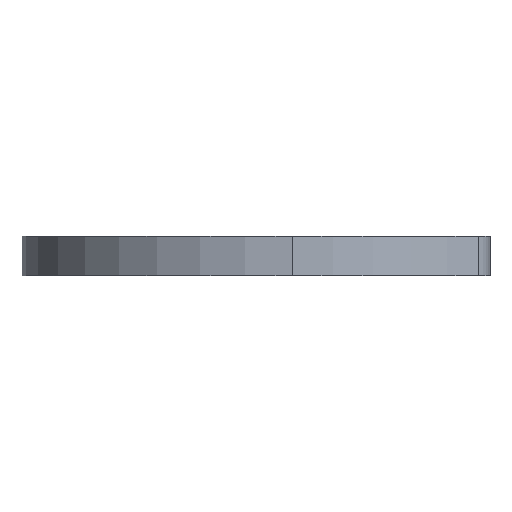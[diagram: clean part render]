
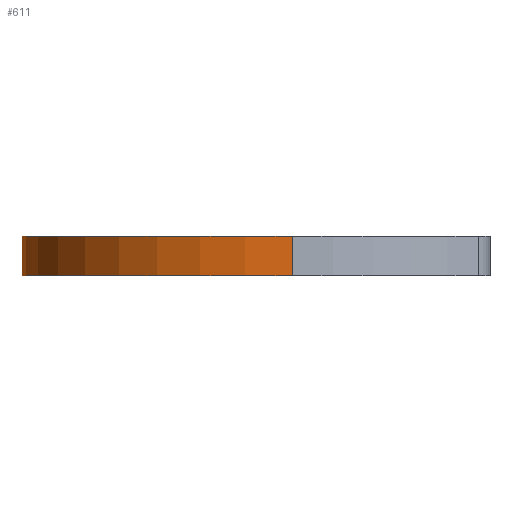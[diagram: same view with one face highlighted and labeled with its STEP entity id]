
A CAD part, left-side view. The second image highlights one B-rep face of the part: STEP entity #611.
In plain terms, the highlighted cylindrical face has radius 2.63 mm (diameter 5.259 mm), a partial arc.
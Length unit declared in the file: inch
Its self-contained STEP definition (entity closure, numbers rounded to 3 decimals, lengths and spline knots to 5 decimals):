
#40 = FACE_OUTER_BOUND ( 'NONE', #81, .T. ) ;
#81 = EDGE_LOOP ( 'NONE', ( #551, #343, #772, #379 ) ) ;
#105 = DIRECTION ( 'NONE',  ( 0., 0., 1. ) ) ;
#127 = DIRECTION ( 'NONE',  ( 0., 0., 1. ) ) ;
#176 = VERTEX_POINT ( 'NONE', #645 ) ;
#223 = CARTESIAN_POINT ( 'NONE',  ( 0.10353, 0., -0.015 ) ) ;
#241 = DIRECTION ( 'NONE',  ( 1., 0., 0. ) ) ;
#293 = CARTESIAN_POINT ( 'NONE',  ( 0., 0., -0.015 ) ) ;
#332 = AXIS2_PLACEMENT_3D ( 'NONE', #608, #539, #534 ) ;
#343 = ORIENTED_EDGE ( 'NONE', *, *, #723, .T. ) ;
#379 = ORIENTED_EDGE ( 'NONE', *, *, #749, .F. ) ;
#478 = LINE ( 'NONE', #597, #819 ) ;
#519 = CARTESIAN_POINT ( 'NONE',  ( -0.10353, 0., -0.015 ) ) ;
#527 = CIRCLE ( 'NONE', #779, 0.10353 ) ;
#534 = DIRECTION ( 'NONE',  ( 1., 0., 0. ) ) ;
#536 = EDGE_CURVE ( 'NONE', #600, #176, #699, .T. ) ;
#539 = DIRECTION ( 'NONE',  ( 0., 0., 1. ) ) ;
#551 = ORIENTED_EDGE ( 'NONE', *, *, #536, .T. ) ;
#555 = CARTESIAN_POINT ( 'NONE',  ( 0.10353, 0., 0. ) ) ;
#563 = DIRECTION ( 'NONE',  ( 1., 0., 0. ) ) ;
#580 = LINE ( 'NONE', #519, #742 ) ;
#586 = AXIS2_PLACEMENT_3D ( 'NONE', #293, #105, #563 ) ;
#595 = VERTEX_POINT ( 'NONE', #555 ) ;
#597 = CARTESIAN_POINT ( 'NONE',  ( 0.10353, 0., -0.015 ) ) ;
#600 = VERTEX_POINT ( 'NONE', #223 ) ;
#608 = CARTESIAN_POINT ( 'NONE',  ( 0., 0., -0.015 ) ) ;
#611 = ADVANCED_FACE ( 'NONE', ( #40 ), #621, .T. ) ;
#621 = CYLINDRICAL_SURFACE ( 'NONE', #586, 0.10353 ) ;
#645 = CARTESIAN_POINT ( 'NONE',  ( -0.10353, 0., -0.015 ) ) ;
#689 = CARTESIAN_POINT ( 'NONE',  ( -0.10353, 0., 0. ) ) ;
#697 = VERTEX_POINT ( 'NONE', #689 ) ;
#699 = CIRCLE ( 'NONE', #332, 0.10353 ) ;
#723 = EDGE_CURVE ( 'NONE', #176, #697, #580, .T. ) ;
#742 = VECTOR ( 'NONE', #774, 39.37008 ) ;
#749 = EDGE_CURVE ( 'NONE', #600, #595, #478, .T. ) ;
#772 = ORIENTED_EDGE ( 'NONE', *, *, #794, .F. ) ;
#774 = DIRECTION ( 'NONE',  ( 0., 0., 1. ) ) ;
#779 = AXIS2_PLACEMENT_3D ( 'NONE', #791, #829, #241 ) ;
#791 = CARTESIAN_POINT ( 'NONE',  ( 0., 0., 0. ) ) ;
#794 = EDGE_CURVE ( 'NONE', #595, #697, #527, .T. ) ;
#819 = VECTOR ( 'NONE', #127, 39.37008 ) ;
#829 = DIRECTION ( 'NONE',  ( 0., 0., 1. ) ) ;
